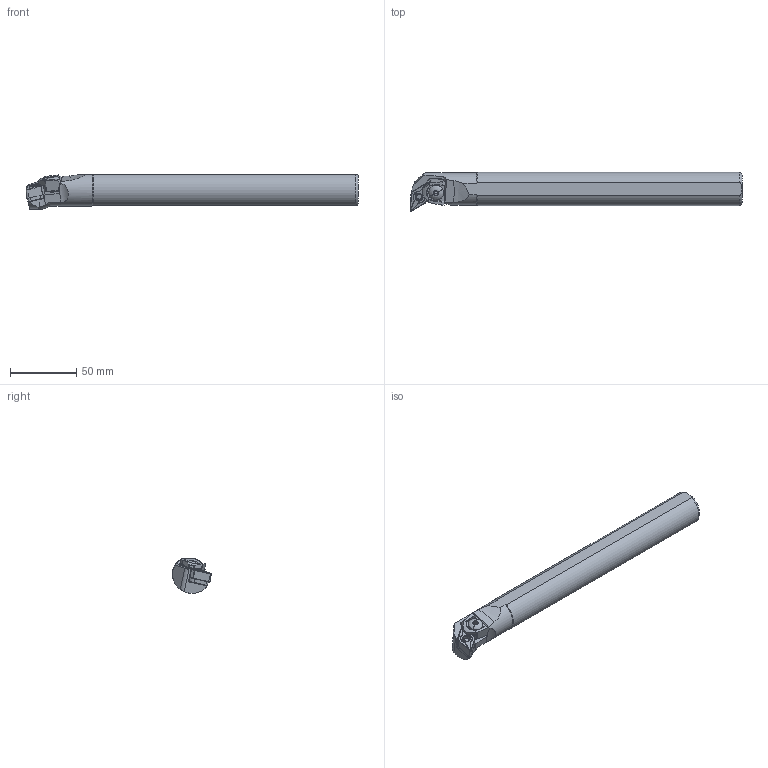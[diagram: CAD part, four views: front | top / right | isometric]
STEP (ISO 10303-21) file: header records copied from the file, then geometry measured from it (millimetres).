
FILE_DESCRIPTION (( 'STEP AP214' ), '1' );
FILE_NAME ('S25S-MDUNR-15-LIGHT.STP', '2023-10-18T12:35:51', ( '' ), ( '' ), 'SwSTEP 2.0', 'SolidWorks 2018', '' );
FILE_SCHEMA (( 'AUTOMOTIVE_DESIGN' ));
Length unit declared in the file: millimetre
Products named in the file (1): S25S-MDUNR-15-LIGHT
Bounding box: 250 x 29.5 x 26.15 mm (x, y, z)
Volume: 114332.8 mm3; surface area: 22473.4 mm2
Topology: 2 solids, 2 shells, 278 faces, 741 edges, 470 vertices
Faces by surface type: plane 115, cylinder 85, cone 54, torus 17, bspline 5, sphere 2
Entity records: 15294 total; most frequent: CARTESIAN_POINT 7066, ORIENTED_EDGE 1474, DIRECTION 1385, EDGE_CURVE 737, AXIS2_PLACEMENT_3D 505, VERTEX_POINT 470, VECTOR 375, LINE 375
